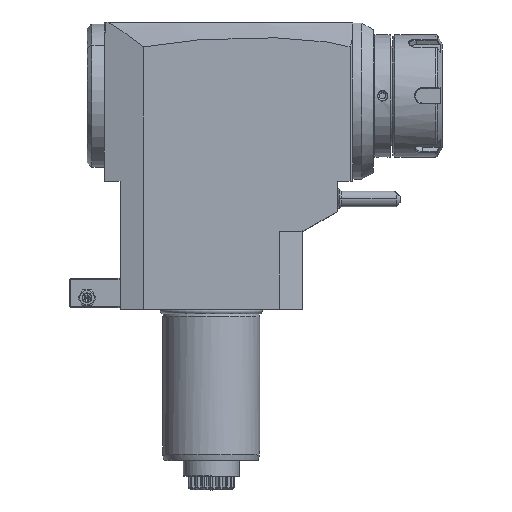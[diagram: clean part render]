
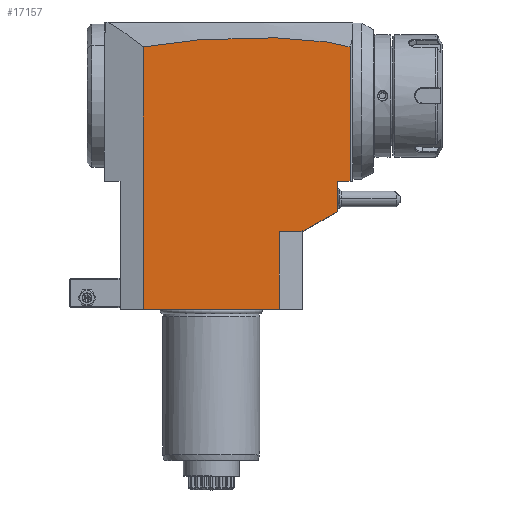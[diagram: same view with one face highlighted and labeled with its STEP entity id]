
A CAD part, top view. The second image highlights one B-rep face of the part: STEP entity #17157.
In plain terms, the highlighted planar face has unit normal (0, 0, 1).
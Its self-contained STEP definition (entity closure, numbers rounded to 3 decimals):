
#9=DIRECTION('',(-1.,0.,0.));
#10=VECTOR('',#9,70.);
#11=CARTESIAN_POINT('',(35.,0.,44.));
#12=LINE('',#11,#10);
#4542=DIRECTION('',(1.,0.,0.));
#4543=VECTOR('',#4542,11.);
#4544=CARTESIAN_POINT('',(35.,40.,44.));
#4545=LINE('',#4544,#4543);
#4558=DIRECTION('',(0.,1.,0.));
#4559=VECTOR('',#4558,40.);
#4560=CARTESIAN_POINT('',(35.,0.,44.));
#4561=LINE('',#4560,#4559);
#4590=DIRECTION('',(0.,-1.,0.));
#4591=VECTOR('',#4590,15.608);
#4592=CARTESIAN_POINT('',(65.,66.,44.));
#4593=LINE('',#4592,#4591);
#4594=DIRECTION('',(-0.866,-0.5,0.));
#4595=VECTOR('',#4594,20.785);
#4596=CARTESIAN_POINT('',(65.,50.392,44.));
#4597=LINE('',#4596,#4595);
#4598=DIRECTION('',(0.,1.,0.));
#4599=VECTOR('',#4598,0.577);
#4600=CARTESIAN_POINT('',(47.,40.,44.));
#4601=LINE('',#4600,#4599);
#4602=DIRECTION('',(0.866,0.5,0.));
#4603=VECTOR('',#4602,1.155);
#4604=CARTESIAN_POINT('',(46.,40.,44.));
#4605=LINE('',#4604,#4603);
#4606=DIRECTION('',(0.,1.,0.));
#4607=VECTOR('',#4606,135.17);
#4608=CARTESIAN_POINT('',(-35.,0.,44.));
#4609=LINE('',#4608,#4607);
#4610=CARTESIAN_POINT('',(71.5,135.054,44.));
#4611=CARTESIAN_POINT('',(71.147,135.178,44.));
#4612=CARTESIAN_POINT('',(70.415,135.42,44.));
#4613=CARTESIAN_POINT('',(69.23,135.772,44.));
#4614=CARTESIAN_POINT('',(67.991,136.104,44.));
#4615=CARTESIAN_POINT('',(66.72,136.413,44.));
#4616=CARTESIAN_POINT('',(65.44,136.698,44.));
#4617=CARTESIAN_POINT('',(64.088,136.974,44.));
#4618=CARTESIAN_POINT('',(62.606,137.252,44.));
#4619=CARTESIAN_POINT('',(60.931,137.539,44.));
#4620=CARTESIAN_POINT('',(59.016,137.835,44.));
#4621=CARTESIAN_POINT('',(56.852,138.135,44.));
#4622=CARTESIAN_POINT('',(54.427,138.434,44.));
#4623=CARTESIAN_POINT('',(51.708,138.727,44.));
#4624=CARTESIAN_POINT('',(48.636,139.011,44.));
#4625=CARTESIAN_POINT('',(45.16,139.281,44.));
#4626=CARTESIAN_POINT('',(41.193,139.529,44.));
#4627=CARTESIAN_POINT('',(36.681,139.741,44.));
#4628=CARTESIAN_POINT('',(31.719,139.897,44.));
#4629=CARTESIAN_POINT('',(26.42,139.981,44.));
#4630=CARTESIAN_POINT('',(20.976,139.986,44.));
#4631=CARTESIAN_POINT('',(15.459,139.91,44.));
#4632=CARTESIAN_POINT('',(9.915,139.755,44.));
#4633=CARTESIAN_POINT('',(4.328,139.52,44.));
#4634=CARTESIAN_POINT('',(-1.306,139.201,44.));
#4635=CARTESIAN_POINT('',(-6.672,138.816,44.));
#4636=CARTESIAN_POINT('',(-11.425,138.405,44.));
#4637=CARTESIAN_POINT('',(-15.699,137.979,44.));
#4638=CARTESIAN_POINT('',(-19.685,137.527,44.));
#4639=CARTESIAN_POINT('',(-23.579,137.031,44.));
#4640=CARTESIAN_POINT('',(-27.426,136.481,44.));
#4641=CARTESIAN_POINT('',(-31.229,135.869,44.));
#4642=CARTESIAN_POINT('',(-33.747,135.413,44.));
#4643=CARTESIAN_POINT('',(-35.,135.17,44.));
#4645=DIRECTION('',(0.,-1.,0.));
#4646=VECTOR('',#4645,69.054);
#4647=CARTESIAN_POINT('',(71.5,135.054,44.));
#4648=LINE('',#4647,#4646);
#4649=DIRECTION('',(1.,0.,0.));
#4650=VECTOR('',#4649,6.5);
#4651=CARTESIAN_POINT('',(65.,66.,44.));
#4652=LINE('',#4651,#4650);
#12337=VERTEX_POINT('',#4610);
#12338=VERTEX_POINT('',#4643);
#12350=CARTESIAN_POINT('',(71.5,66.,44.));
#12351=VERTEX_POINT('',#12350);
#12370=CARTESIAN_POINT('',(35.,40.,44.));
#12371=CARTESIAN_POINT('',(46.,40.,44.));
#12372=VERTEX_POINT('',#12370);
#12373=VERTEX_POINT('',#12371);
#12700=CARTESIAN_POINT('',(35.,0.,44.));
#12701=CARTESIAN_POINT('',(-35.,0.,44.));
#12702=VERTEX_POINT('',#12700);
#12703=VERTEX_POINT('',#12701);
#12718=CARTESIAN_POINT('',(65.,50.392,44.));
#12719=CARTESIAN_POINT('',(47.,40.,44.));
#12720=VERTEX_POINT('',#12718);
#12721=VERTEX_POINT('',#12719);
#12880=CARTESIAN_POINT('',(47.,40.577,44.));
#12882=VERTEX_POINT('',#12880);
#12952=CARTESIAN_POINT('',(65.,66.,44.));
#12953=VERTEX_POINT('',#12952);
#17135=CARTESIAN_POINT('',(-53.475,40.,44.));
#17136=DIRECTION('',(0.,0.,1.));
#17137=DIRECTION('',(1.,0.,0.));
#17138=AXIS2_PLACEMENT_3D('',#17135,#17136,#17137);
#17139=PLANE('',#17138);
#17141=ORIENTED_EDGE('',*,*,#17140,.F.);
#17143=ORIENTED_EDGE('',*,*,#17142,.T.);
#17144=ORIENTED_EDGE('',*,*,#17055,.T.);
#17146=ORIENTED_EDGE('',*,*,#17145,.T.);
#17148=ORIENTED_EDGE('',*,*,#17147,.F.);
#17149=ORIENTED_EDGE('',*,*,#17075,.F.);
#17150=ORIENTED_EDGE('',*,*,#17092,.F.);
#17151=ORIENTED_EDGE('',*,*,#12971,.T.);
#17152=ORIENTED_EDGE('',*,*,#13125,.T.);
#17153=ORIENTED_EDGE('',*,*,#13583,.F.);
#17154=ORIENTED_EDGE('',*,*,#13600,.T.);
#17155=EDGE_LOOP('',(#17141,#17143,#17144,#17146,#17148,#17149,#17150,#17151,
#17152,#17153,#17154));
#17156=FACE_OUTER_BOUND('',#17155,.F.);
#4644=B_SPLINE_CURVE_WITH_KNOTS('',3,(#4610,#4611,#4612,#4613,#4614,#4615,#4616,
#4617,#4618,#4619,#4620,#4621,#4622,#4623,#4624,#4625,#4626,#4627,#4628,#4629,
#4630,#4631,#4632,#4633,#4634,#4635,#4636,#4637,#4638,#4639,#4640,#4641,#4642,
#4643),.UNSPECIFIED.,.F.,.F.,(4,1,1,1,1,1,1,1,1,1,1,1,1,1,1,1,1,1,1,1,1,1,1,1,1,
1,1,1,1,1,1,4),(0.,0.032,0.065,0.097,
0.129,0.161,0.194,0.226,
0.258,0.29,0.323,0.355,
0.387,0.419,0.452,0.484,
0.516,0.548,0.581,0.613,
0.645,0.677,0.71,0.742,
0.774,0.806,0.839,0.871,
0.903,0.935,0.968,1.),.UNSPECIFIED.);
#12971=EDGE_CURVE('',#12702,#12703,#12,.T.);
#13125=EDGE_CURVE('',#12703,#12338,#4609,.T.);
#13583=EDGE_CURVE('',#12337,#12338,#4644,.T.);
#13600=EDGE_CURVE('',#12337,#12351,#4648,.T.);
#17055=EDGE_CURVE('',#12720,#12721,#4597,.T.);
#17075=EDGE_CURVE('',#12372,#12373,#4545,.T.);
#17092=EDGE_CURVE('',#12702,#12372,#4561,.T.);
#17140=EDGE_CURVE('',#12953,#12351,#4652,.T.);
#17142=EDGE_CURVE('',#12953,#12720,#4593,.T.);
#17145=EDGE_CURVE('',#12721,#12882,#4601,.T.);
#17147=EDGE_CURVE('',#12373,#12882,#4605,.T.);
#17157=ADVANCED_FACE('',(#17156),#17139,.T.);
